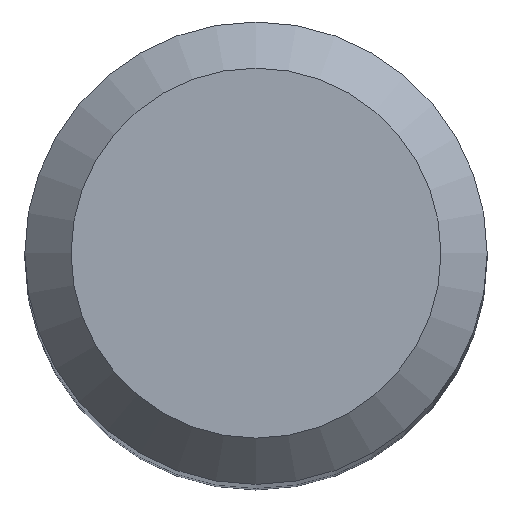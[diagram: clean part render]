
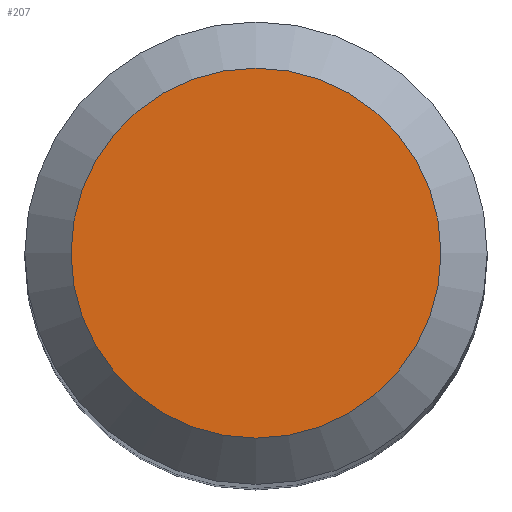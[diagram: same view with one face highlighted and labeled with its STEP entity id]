
A CAD part, top view. The second image highlights one B-rep face of the part: STEP entity #207.
In plain terms, the highlighted planar face has unit normal (0, 0, 1).
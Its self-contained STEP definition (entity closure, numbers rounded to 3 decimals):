
#13 = DIRECTION ( 'NONE',  ( 1., 0., 0. ) ) ;
#28 = DIRECTION ( 'NONE',  ( 0., 0., 1. ) ) ;
#42 = DIRECTION ( 'NONE',  ( 0., 0., 1. ) ) ;
#43 = AXIS2_PLACEMENT_3D ( 'NONE', #215, #42, #13 ) ;
#80 = VERTEX_POINT ( 'NONE', #160 ) ;
#84 = CARTESIAN_POINT ( 'NONE',  ( 0., 0., 0. ) ) ;
#99 = DIRECTION ( 'NONE',  ( 1., 0., 0. ) ) ;
#130 = CIRCLE ( 'NONE', #168, 4. ) ;
#131 = EDGE_LOOP ( 'NONE', ( #210 ) ) ;
#160 = CARTESIAN_POINT ( 'NONE',  ( 4., 0., 0. ) ) ;
#168 = AXIS2_PLACEMENT_3D ( 'NONE', #84, #28, #99 ) ;
#196 = PLANE ( 'NONE',  #43 ) ;
#200 = FACE_OUTER_BOUND ( 'NONE', #131, .T. ) ;
#207 = ADVANCED_FACE ( 'NONE', ( #200 ), #196, .T. ) ;
#210 = ORIENTED_EDGE ( 'NONE', *, *, #212, .T. ) ;
#212 = EDGE_CURVE ( 'NONE', #80, #80, #130, .T. ) ;
#215 = CARTESIAN_POINT ( 'NONE',  ( 0., 0., 0. ) ) ;
